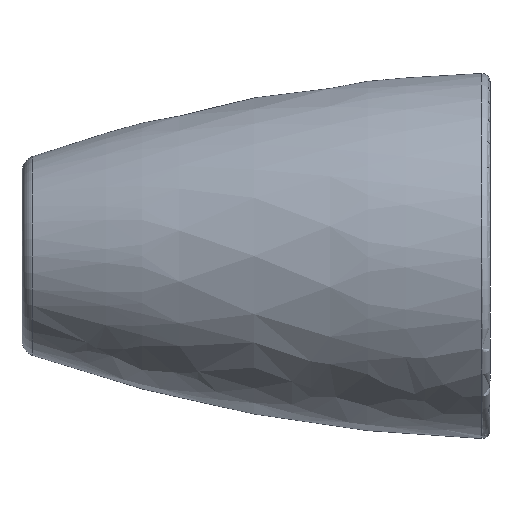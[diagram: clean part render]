
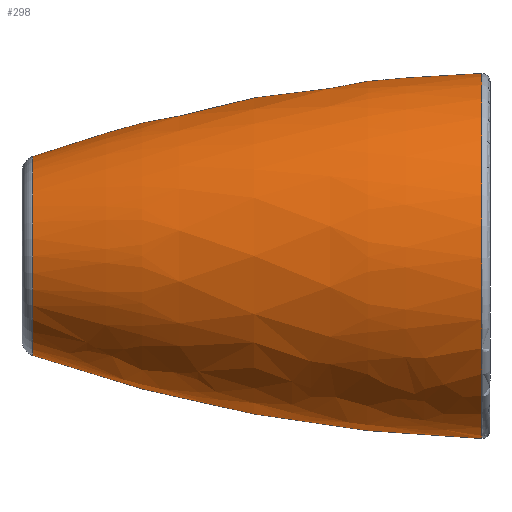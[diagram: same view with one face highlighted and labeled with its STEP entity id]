
A CAD part, left-side view. The second image highlights one B-rep face of the part: STEP entity #298.
In plain terms, the highlighted free-form (B-spline) face has degree [2, 2] with [3, 9] control points.
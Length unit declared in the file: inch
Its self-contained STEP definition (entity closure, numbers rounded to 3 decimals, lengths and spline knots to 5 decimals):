
#35=(
BOUNDED_SURFACE()
B_SPLINE_SURFACE(2,2,((#924,#925,#926,#927,#928,#929,#930,#931,#932),(#933,
#934,#935,#936,#937,#938,#939,#940,#941),(#942,#943,#944,#945,#946,#947,
#948,#949,#950)),.UNSPECIFIED.,.F.,.T.,.F.)
B_SPLINE_SURFACE_WITH_KNOTS((3,3),(3,2,2,2,3),(0.03152,0.33401),
(-3.14159,-1.5708,0.,1.5708,3.14159),
 .UNSPECIFIED.)
GEOMETRIC_REPRESENTATION_ITEM()
RATIONAL_B_SPLINE_SURFACE(((1.,0.707,1.,0.707,1.,
0.707,1.,0.707,1.),(0.989,0.699,
0.989,0.699,0.989,0.699,
0.989,0.699,0.989),(1.,0.707,
1.,0.707,1.,0.707,1.,0.707,1.)))
REPRESENTATION_ITEM('')
SURFACE()
);
#40=FACE_OUTER_BOUND('',#54,.T.);
#54=EDGE_LOOP('',(#229,#230,#231,#232,#233,#234,#235));
#85=CIRCLE('',#342,0.23966);
#86=CIRCLE('',#343,0.23966);
#93=CIRCLE('',#352,0.43914);
#96=CIRCLE('',#355,0.43914);
#97=CIRCLE('',#356,3.64209);
#98=CIRCLE('',#357,0.43914);
#124=VERTEX_POINT('',#663);
#125=VERTEX_POINT('',#665);
#133=VERTEX_POINT('',#917);
#134=VERTEX_POINT('',#918);
#135=VERTEX_POINT('',#921);
#162=EDGE_CURVE('',#125,#124,#85,.T.);
#163=EDGE_CURVE('',#124,#125,#86,.T.);
#173=EDGE_CURVE('',#133,#134,#93,.T.);
#176=EDGE_CURVE('',#134,#135,#96,.T.);
#177=EDGE_CURVE('',#124,#134,#97,.T.);
#178=EDGE_CURVE('',#135,#133,#98,.T.);
#229=ORIENTED_EDGE('',*,*,#162,.T.);
#230=ORIENTED_EDGE('',*,*,#177,.T.);
#231=ORIENTED_EDGE('',*,*,#176,.T.);
#232=ORIENTED_EDGE('',*,*,#178,.T.);
#233=ORIENTED_EDGE('',*,*,#173,.T.);
#234=ORIENTED_EDGE('',*,*,#177,.F.);
#235=ORIENTED_EDGE('',*,*,#163,.T.);
#298=ADVANCED_FACE('',(#40),#35,.F.);
#342=AXIS2_PLACEMENT_3D('',#666,#409,#410);
#343=AXIS2_PLACEMENT_3D('',#667,#411,#412);
#352=AXIS2_PLACEMENT_3D('',#919,#429,#430);
#355=AXIS2_PLACEMENT_3D('',#923,#435,#436);
#356=AXIS2_PLACEMENT_3D('',#951,#437,#438);
#357=AXIS2_PLACEMENT_3D('',#952,#439,#440);
#409=DIRECTION('center_axis',(0.,-1.,0.));
#410=DIRECTION('ref_axis',(1.,0.,0.));
#411=DIRECTION('center_axis',(0.,-1.,0.));
#412=DIRECTION('ref_axis',(1.,0.,0.));
#429=DIRECTION('center_axis',(0.,1.,0.));
#430=DIRECTION('ref_axis',(-1.,0.,0.));
#435=DIRECTION('center_axis',(0.,1.,0.));
#436=DIRECTION('ref_axis',(-1.,0.,0.));
#437=DIRECTION('center_axis',(-1.,0.,0.));
#438=DIRECTION('ref_axis',(0.,0.,-1.));
#439=DIRECTION('center_axis',(0.,1.,0.));
#440=DIRECTION('ref_axis',(-1.,0.,0.));
#663=CARTESIAN_POINT('',(0.,1.19401,-0.23966));
#665=CARTESIAN_POINT('',(0.,1.19401,0.23966));
#666=CARTESIAN_POINT('Origin',(0.,1.19401,0.));
#667=CARTESIAN_POINT('Origin',(0.,1.19401,0.));
#917=CARTESIAN_POINT('',(0.43911,0.11479,0.00464));
#918=CARTESIAN_POINT('',(0.,0.11479,-0.43914));
#919=CARTESIAN_POINT('Origin',(0.,0.11479,
0.));
#921=CARTESIAN_POINT('',(-0.43911,0.11479,-0.00464));
#923=CARTESIAN_POINT('Origin',(0.,0.11479,
0.));
#924=CARTESIAN_POINT('Ctrl Pts',(0.,0.11479,-0.43914));
#925=CARTESIAN_POINT('Ctrl Pts',(-0.43914,0.11479,-0.43914));
#926=CARTESIAN_POINT('Ctrl Pts',(-0.43914,0.11479,0.));
#927=CARTESIAN_POINT('Ctrl Pts',(-0.43914,0.11479,0.43914));
#928=CARTESIAN_POINT('Ctrl Pts',(0.,0.11479,0.43914));
#929=CARTESIAN_POINT('Ctrl Pts',(0.43914,0.11479,0.43914));
#930=CARTESIAN_POINT('Ctrl Pts',(0.43914,0.11479,0.));
#931=CARTESIAN_POINT('Ctrl Pts',(0.43914,0.11479,-0.43914));
#932=CARTESIAN_POINT('Ctrl Pts',(0.,0.11479,-0.43914));
#933=CARTESIAN_POINT('Ctrl Pts',(0.,0.6696,-0.42164));
#934=CARTESIAN_POINT('Ctrl Pts',(-0.42164,0.6696,-0.42164));
#935=CARTESIAN_POINT('Ctrl Pts',(-0.42164,0.6696,0.));
#936=CARTESIAN_POINT('Ctrl Pts',(-0.42164,0.6696,0.42164));
#937=CARTESIAN_POINT('Ctrl Pts',(0.,0.6696,0.42164));
#938=CARTESIAN_POINT('Ctrl Pts',(0.42164,0.6696,0.42164));
#939=CARTESIAN_POINT('Ctrl Pts',(0.42164,0.6696,0.));
#940=CARTESIAN_POINT('Ctrl Pts',(0.42164,0.6696,-0.42164));
#941=CARTESIAN_POINT('Ctrl Pts',(0.,0.6696,-0.42164));
#942=CARTESIAN_POINT('Ctrl Pts',(0.,1.19401,-0.23966));
#943=CARTESIAN_POINT('Ctrl Pts',(-0.23966,1.19401,-0.23966));
#944=CARTESIAN_POINT('Ctrl Pts',(-0.23966,1.19401,0.));
#945=CARTESIAN_POINT('Ctrl Pts',(-0.23966,1.19401,0.23966));
#946=CARTESIAN_POINT('Ctrl Pts',(0.,1.19401,0.23966));
#947=CARTESIAN_POINT('Ctrl Pts',(0.23966,1.19401,0.23966));
#948=CARTESIAN_POINT('Ctrl Pts',(0.23966,1.19401,0.));
#949=CARTESIAN_POINT('Ctrl Pts',(0.23966,1.19401,-0.23966));
#950=CARTESIAN_POINT('Ctrl Pts',(0.,1.19401,-0.23966));
#951=CARTESIAN_POINT('Origin',(0.,0.,
3.20115));
#952=CARTESIAN_POINT('Origin',(0.,0.11479,
0.));
